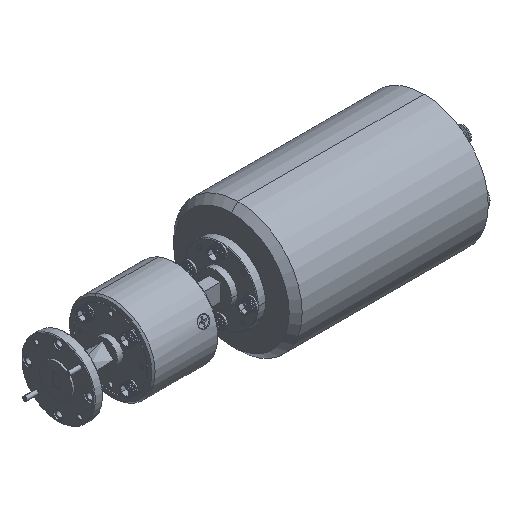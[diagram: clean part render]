
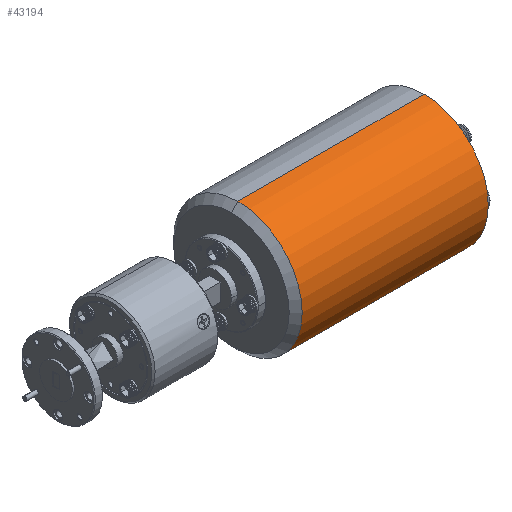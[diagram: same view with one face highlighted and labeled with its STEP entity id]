
A CAD part, isometric view. The second image highlights one B-rep face of the part: STEP entity #43194.
In plain terms, the highlighted cylindrical face has radius 25 mm (diameter 50 mm), a partial arc.
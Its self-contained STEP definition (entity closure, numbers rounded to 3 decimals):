
#785 = DIRECTION ( 'NONE',  ( 0., 0., -1. ) ) ;
#10317 = EDGE_CURVE ( 'NONE', #36046, #54101, #13231, .T. ) ;
#10370 = CIRCLE ( 'NONE', #57343, 25. ) ;
#13231 = LINE ( 'NONE', #80140, #84303 ) ;
#18378 = DIRECTION ( 'NONE',  ( 0., 0., -1. ) ) ;
#19480 = EDGE_CURVE ( 'NONE', #73766, #54101, #71898, .T. ) ;
#19939 = CARTESIAN_POINT ( 'NONE',  ( 0., 0., -25. ) ) ;
#21520 = AXIS2_PLACEMENT_3D ( 'NONE', #91038, #73811, #785 ) ;
#25698 = FACE_OUTER_BOUND ( 'NONE', #62952, .T. ) ;
#28721 = DIRECTION ( 'NONE',  ( 1., 0., 0. ) ) ;
#29669 = CARTESIAN_POINT ( 'NONE',  ( -72.39, 0., 0. ) ) ;
#30241 = AXIS2_PLACEMENT_3D ( 'NONE', #67919, #69020, #18378 ) ;
#36046 = VERTEX_POINT ( 'NONE', #52939 ) ;
#38055 = CARTESIAN_POINT ( 'NONE',  ( 0., 0., 25. ) ) ;
#41689 = VECTOR ( 'NONE', #28721, 1000. ) ;
#43194 = ADVANCED_FACE ( 'NONE', ( #25698 ), #103273, .T. ) ;
#44296 = LINE ( 'NONE', #38055, #41689 ) ;
#46634 = DIRECTION ( 'NONE',  ( 1., 0., 0. ) ) ;
#47699 = EDGE_CURVE ( 'NONE', #65055, #73766, #44296, .T. ) ;
#52939 = CARTESIAN_POINT ( 'NONE',  ( -72.39, 0., -25. ) ) ;
#54101 = VERTEX_POINT ( 'NONE', #19939 ) ;
#54958 = DIRECTION ( 'NONE',  ( 0., 0., -1. ) ) ;
#57343 = AXIS2_PLACEMENT_3D ( 'NONE', #29669, #46634, #54958 ) ;
#59281 = CARTESIAN_POINT ( 'NONE',  ( -72.39, 0., 25. ) ) ;
#61836 = ORIENTED_EDGE ( 'NONE', *, *, #19480, .F. ) ;
#62952 = EDGE_LOOP ( 'NONE', ( #95193, #64852, #77073, #61836 ) ) ;
#63840 = DIRECTION ( 'NONE',  ( 1., 0., 0. ) ) ;
#64852 = ORIENTED_EDGE ( 'NONE', *, *, #80991, .T. ) ;
#65055 = VERTEX_POINT ( 'NONE', #59281 ) ;
#67919 = CARTESIAN_POINT ( 'NONE',  ( 0., 0., 0. ) ) ;
#69020 = DIRECTION ( 'NONE',  ( 1., 0., 0. ) ) ;
#71898 = CIRCLE ( 'NONE', #21520, 25. ) ;
#72965 = CARTESIAN_POINT ( 'NONE',  ( 0., 0., 25. ) ) ;
#73766 = VERTEX_POINT ( 'NONE', #72965 ) ;
#73811 = DIRECTION ( 'NONE',  ( 1., 0., 0. ) ) ;
#77073 = ORIENTED_EDGE ( 'NONE', *, *, #10317, .T. ) ;
#80140 = CARTESIAN_POINT ( 'NONE',  ( 0., 0., -25. ) ) ;
#80991 = EDGE_CURVE ( 'NONE', #65055, #36046, #10370, .T. ) ;
#84303 = VECTOR ( 'NONE', #63840, 1000. ) ;
#91038 = CARTESIAN_POINT ( 'NONE',  ( 0., 0., 0. ) ) ;
#95193 = ORIENTED_EDGE ( 'NONE', *, *, #47699, .F. ) ;
#103273 = CYLINDRICAL_SURFACE ( 'NONE', #30241, 25. ) ;
